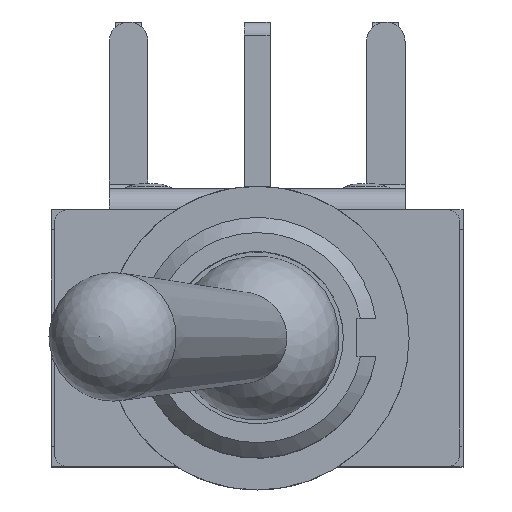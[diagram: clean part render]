
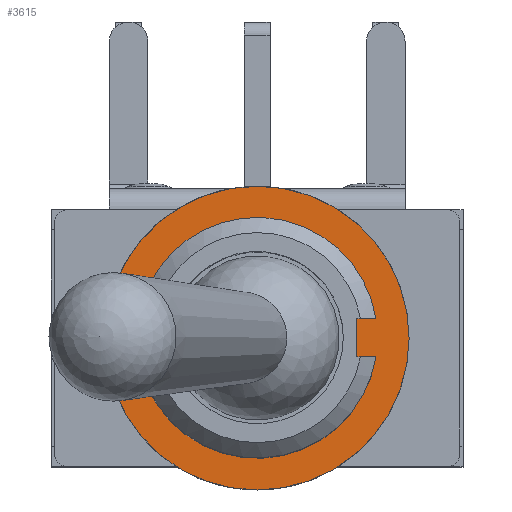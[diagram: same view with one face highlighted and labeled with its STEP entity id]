
A CAD part, top view. The second image highlights one B-rep face of the part: STEP entity #3615.
In plain terms, the highlighted planar face has unit normal (0, 0, 1).
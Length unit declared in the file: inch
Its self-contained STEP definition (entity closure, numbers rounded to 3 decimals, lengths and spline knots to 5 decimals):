
#33=FACE_BOUND('',#593,.T.);
#204=PLANE('',#3927);
#393=FACE_OUTER_BOUND('',#592,.T.);
#592=EDGE_LOOP('',(#3355));
#593=EDGE_LOOP('',(#3356,#3357,#3358,#3359));
#965=LINE('',#6438,#1345);
#968=LINE('',#6444,#1348);
#970=LINE('',#6447,#1350);
#1345=VECTOR('',#4854,0.3937);
#1348=VECTOR('',#4859,0.3937);
#1350=VECTOR('',#4863,0.3937);
#1472=CIRCLE('',#3926,0.0935);
#1473=CIRCLE('',#3928,0.11811);
#1802=VERTEX_POINT('',#6435);
#1803=VERTEX_POINT('',#6437);
#1804=VERTEX_POINT('',#6441);
#1805=VERTEX_POINT('',#6443);
#1806=VERTEX_POINT('',#6451);
#2320=EDGE_CURVE('',#1803,#1802,#965,.T.);
#2323=EDGE_CURVE('',#1805,#1804,#968,.T.);
#2325=EDGE_CURVE('',#1804,#1803,#970,.T.);
#2326=EDGE_CURVE('',#1802,#1805,#1472,.T.);
#2327=EDGE_CURVE('',#1806,#1806,#1473,.T.);
#3355=ORIENTED_EDGE('',*,*,#2327,.F.);
#3356=ORIENTED_EDGE('',*,*,#2323,.T.);
#3357=ORIENTED_EDGE('',*,*,#2325,.T.);
#3358=ORIENTED_EDGE('',*,*,#2320,.T.);
#3359=ORIENTED_EDGE('',*,*,#2326,.T.);
#3615=ADVANCED_FACE('',(#393,#33),#204,.F.);
#3926=AXIS2_PLACEMENT_3D('',#6449,#4866,#4867);
#3927=AXIS2_PLACEMENT_3D('',#6450,#4868,#4869);
#3928=AXIS2_PLACEMENT_3D('',#6452,#4870,#4871);
#4854=DIRECTION('',(1.,0.,0.));
#4859=DIRECTION('',(-1.,0.,0.));
#4863=DIRECTION('',(0.,-1.,0.));
#4866=DIRECTION('center_axis',(0.,0.,
-1.));
#4867=DIRECTION('ref_axis',(-0.987,-0.16,0.));
#4868=DIRECTION('center_axis',(0.,0.,
-1.));
#4869=DIRECTION('ref_axis',(-1.,0.,0.));
#4870=DIRECTION('center_axis',(0.,0.,
-1.));
#4871=DIRECTION('ref_axis',(-1.,0.,0.));
#6435=CARTESIAN_POINT('',(0.0923,-0.01496,0.3248));
#6437=CARTESIAN_POINT('',(0.07734,-0.01496,0.3248));
#6438=CARTESIAN_POINT('',(0.03867,-0.01496,0.3248));
#6441=CARTESIAN_POINT('',(0.07734,0.01496,0.3248));
#6443=CARTESIAN_POINT('',(0.0923,0.01496,0.3248));
#6444=CARTESIAN_POINT('',(0.04615,0.01496,0.3248));
#6447=CARTESIAN_POINT('',(0.07734,0.00748,0.3248));
#6449=CARTESIAN_POINT('Origin',(0.,0.,
0.3248));
#6450=CARTESIAN_POINT('Origin',(0.,0.,
0.3248));
#6451=CARTESIAN_POINT('',(0.11811,0.,0.3248));
#6452=CARTESIAN_POINT('Origin',(0.,0.,
0.3248));
